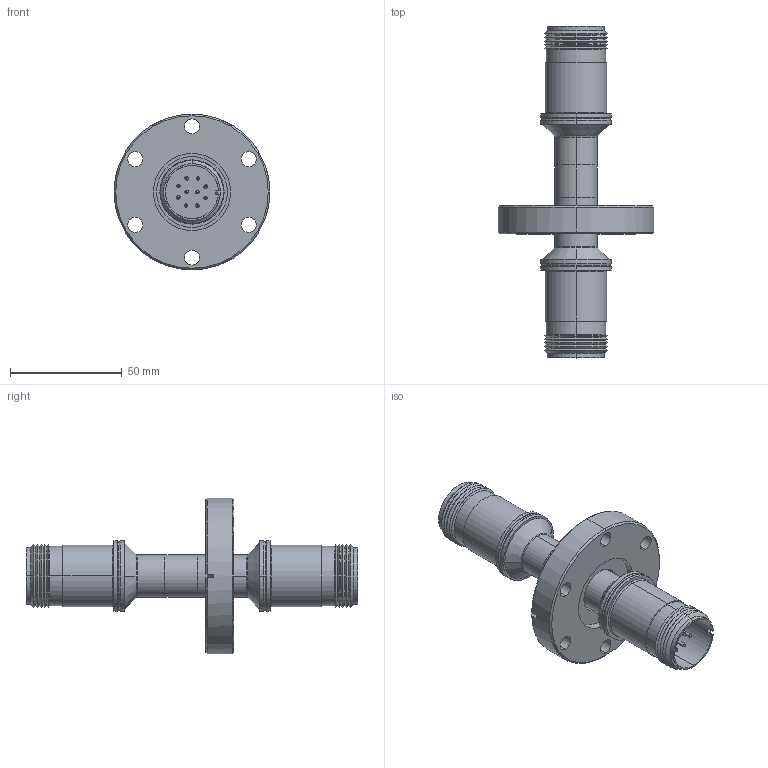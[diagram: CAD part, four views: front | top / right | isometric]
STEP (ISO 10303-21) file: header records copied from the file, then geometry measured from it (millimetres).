
FILE_DESCRIPTION (( 'STEP AP203' ), '1' );
FILE_NAME ('A1320-3-CF.STEP', '2013-03-18T17:58:35', ( '' ), ( '' ), 'SwSTEP 2.0', 'SolidWorks 2012', '' );
FILE_SCHEMA (( 'CONFIG_CONTROL_DESIGN' ));
Length unit declared in the file: inch
Products named in the file (1): A1320-3-CF
Bounding box: 69.85 x 148.72 x 69.85 mm (x, y, z)
Volume: 66244.4 mm3; surface area: 51439.3 mm2
Topology: 1 solids, 11 shells, 716 faces, 1817 edges, 1175 vertices
Faces by surface type: cylinder 376, plane 144, cone 116, torus 80
Entity records: 23792 total; most frequent: CARTESIAN_POINT 5958, DIRECTION 3972, ORIENTED_EDGE 3634, EDGE_CURVE 1817, AXIS2_PLACEMENT_3D 1697, VERTEX_POINT 1175, CIRCLE 980, EDGE_LOOP 894
